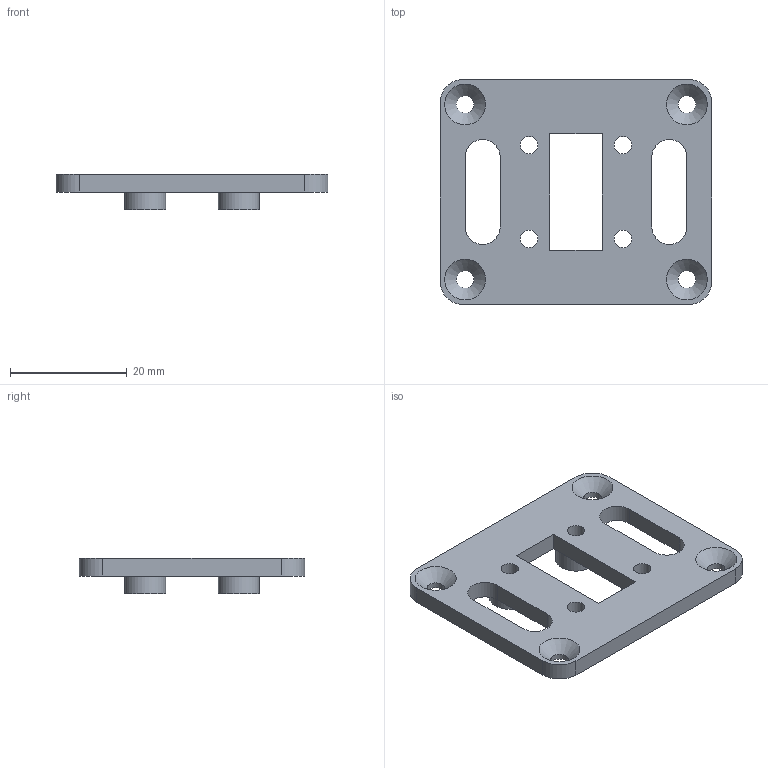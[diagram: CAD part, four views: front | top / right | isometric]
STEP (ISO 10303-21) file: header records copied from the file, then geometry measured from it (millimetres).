
FILE_DESCRIPTION(/* description */ ('','CAx-IF Rec.Pracs.---Representation and Presentation of Product Manufacturing Information (PMI)---4.0---2014-10-13'),/* implementation_level */ '2;1');
FILE_NAME(/* name */ 'l2_encoder_plate.step',/* time_stamp */ '2025-03-08T21:07:07+03:00',/* author */ (''),/* organization */ (''),/* preprocessor_version */ 'ST-DEVELOPER v20',/* originating_system */ 'Autodesk Translation Framework v13.20.0.188',/* authorisation */ '');
FILE_SCHEMA (('AP242_MANAGED_MODEL_BASED_3D_ENGINEERING_MIM_LF { 1 0 10303 442 1 1 4 }'));
Length unit declared in the file: millimetre
Products named in the file (1): l2_sensor_part
Bounding box: 46.6 x 38.6 x 6 mm (x, y, z)
Volume: 4318.5 mm3; surface area: 4199.3 mm2
Topology: 1 solids, 1 shells, 42 faces, 110 edges, 70 vertices
Faces by surface type: cylinder 20, plane 18, cone 4
Full cylindrical faces by diameter (mm): 3 x8, 7.05 x4
Entity records: 1377 total; most frequent: DIRECTION 242, CARTESIAN_POINT 223, ORIENTED_EDGE 220, EDGE_CURVE 110, AXIS2_PLACEMENT_3D 89, VERTEX_POINT 70, EDGE_LOOP 64, LINE 64
